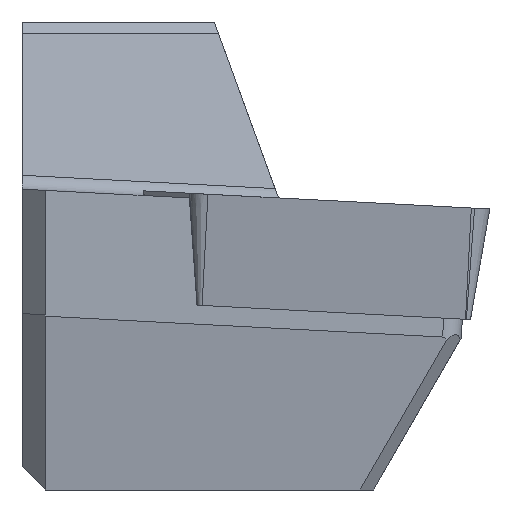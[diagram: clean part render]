
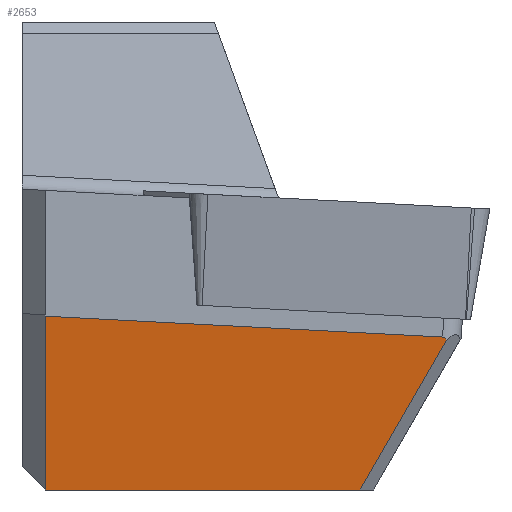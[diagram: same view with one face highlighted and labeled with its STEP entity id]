
A CAD part, left-side view. The second image highlights one B-rep face of the part: STEP entity #2653.
In plain terms, the highlighted planar face has unit normal (-0.993, 0.006, -0.122).
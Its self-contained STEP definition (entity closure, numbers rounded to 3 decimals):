
#161 = ORIENTED_EDGE ( 'NONE', *, *, #710, .T. ) ;
#167 = CARTESIAN_POINT ( 'NONE',  ( 0.802, -18.135, -5.614 ) ) ;
#176 = CARTESIAN_POINT ( 'NONE',  ( 1.573, -1.006, -11.001 ) ) ;
#258 = CARTESIAN_POINT ( 'NONE',  ( 0.784, 0.281, -4.505 ) ) ;
#353 = DIRECTION ( 'NONE',  ( -0.993, 0.006, -0.122 ) ) ;
#459 = ORIENTED_EDGE ( 'NONE', *, *, #1253, .T. ) ;
#510 = CARTESIAN_POINT ( 'NONE',  ( 0.784, -17.976, -5.462 ) ) ;
#527 = LINE ( 'NONE', #258, #2487 ) ;
#582 = DIRECTION ( 'NONE',  ( -0.109, -0.497, 0.861 ) ) ;
#646 = VECTOR ( 'NONE', #582, 1000. ) ;
#684 = CARTESIAN_POINT ( 'NONE',  ( 1.702, -0.011, -12. ) ) ;
#710 = EDGE_CURVE ( 'NONE', #2712, #3906, #527, .T. ) ;
#764 = AXIS2_PLACEMENT_3D ( 'NONE', #2293, #353, #3959 ) ;
#834 = EDGE_CURVE ( 'NONE', #4062, #3532, #3239, .T. ) ;
#845 = DIRECTION ( 'NONE',  ( 0.122, 0., -0.993 ) ) ;
#1120 = CARTESIAN_POINT ( 'NONE',  ( 0.784, -18.032, -5.465 ) ) ;
#1145 =( BOUNDED_CURVE ( )  B_SPLINE_CURVE ( 3, ( #167, #2799, #1120, #510 ),
 .UNSPECIFIED., .F., .T. ) 
 B_SPLINE_CURVE_WITH_KNOTS ( ( 4, 4 ),
 ( 2.932, 3.142 ),
 .UNSPECIFIED. ) 
 CURVE ( )  GEOMETRIC_REPRESENTATION_ITEM ( )  RATIONAL_B_SPLINE_CURVE ( ( 1., 0.996, 0.996, 1. ) ) 
 REPRESENTATION_ITEM ( '' )  );
#1212 = ORIENTED_EDGE ( 'NONE', *, *, #3293, .T. ) ;
#1253 = EDGE_CURVE ( 'NONE', #3941, #2712, #1145, .T. ) ;
#1489 = ORIENTED_EDGE ( 'NONE', *, *, #834, .T. ) ;
#1814 = CARTESIAN_POINT ( 'NONE',  ( 0.784, -17.976, -5.462 ) ) ;
#1902 = CARTESIAN_POINT ( 'NONE',  ( 1.609, -14.448, -12. ) ) ;
#1943 = CARTESIAN_POINT ( 'NONE',  ( 0.802, -18.135, -5.614 ) ) ;
#2293 = CARTESIAN_POINT ( 'NONE',  ( 0.227, -0.001, 0.028 ) ) ;
#2328 = FACE_OUTER_BOUND ( 'NONE', #3884, .T. ) ;
#2340 = EDGE_CURVE ( 'NONE', #3906, #4062, #2380, .T. ) ;
#2380 = LINE ( 'NONE', #176, #4200 ) ;
#2487 = VECTOR ( 'NONE', #2896, 1000. ) ;
#2653 = ADVANCED_FACE ( 'NONE', ( #2328 ), #3258, .T. ) ;
#2710 = DIRECTION ( 'NONE',  ( -0.006, -1., 0. ) ) ;
#2712 = VERTEX_POINT ( 'NONE', #1814 ) ;
#2799 = CARTESIAN_POINT ( 'NONE',  ( 0.79, -18.085, -5.516 ) ) ;
#2896 = DIRECTION ( 'NONE',  ( 0., 0.999, 0.052 ) ) ;
#3239 = LINE ( 'NONE', #684, #3768 ) ;
#3258 = PLANE ( 'NONE',  #764 ) ;
#3293 = EDGE_CURVE ( 'NONE', #3532, #3941, #3789, .T. ) ;
#3421 = ORIENTED_EDGE ( 'NONE', *, *, #2340, .T. ) ;
#3532 = VERTEX_POINT ( 'NONE', #1902 ) ;
#3587 = CARTESIAN_POINT ( 'NONE',  ( 0.857, -17.886, -6.045 ) ) ;
#3659 = CARTESIAN_POINT ( 'NONE',  ( 1.695, -1.006, -12. ) ) ;
#3768 = VECTOR ( 'NONE', #2710, 1000. ) ;
#3789 = LINE ( 'NONE', #3587, #646 ) ;
#3884 = EDGE_LOOP ( 'NONE', ( #161, #3421, #1489, #1212, #459 ) ) ;
#3906 = VERTEX_POINT ( 'NONE', #4292 ) ;
#3941 = VERTEX_POINT ( 'NONE', #1943 ) ;
#3959 = DIRECTION ( 'NONE',  ( -0.122, 0., 0.993 ) ) ;
#4062 = VERTEX_POINT ( 'NONE', #3659 ) ;
#4200 = VECTOR ( 'NONE', #845, 1000. ) ;
#4292 = CARTESIAN_POINT ( 'NONE',  ( 0.784, -1.006, -4.573 ) ) ;
